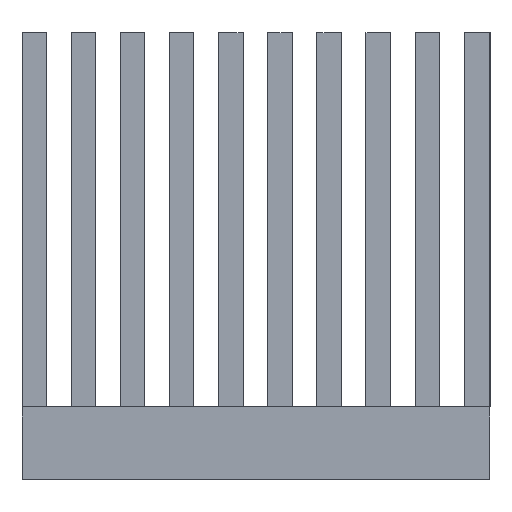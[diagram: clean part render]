
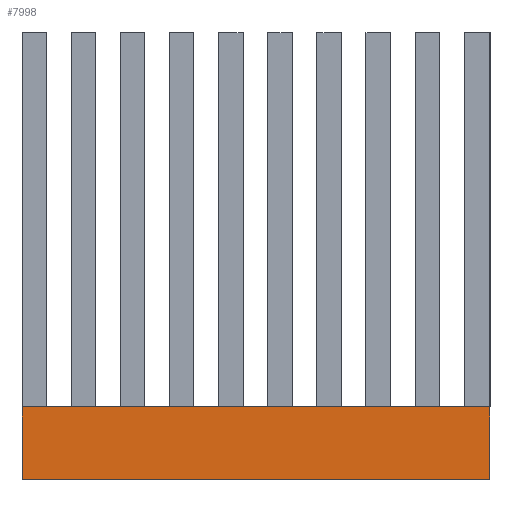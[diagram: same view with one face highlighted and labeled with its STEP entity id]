
A CAD part, front view. The second image highlights one B-rep face of the part: STEP entity #7998.
In plain terms, the highlighted planar face has unit normal (0, -1, 0).
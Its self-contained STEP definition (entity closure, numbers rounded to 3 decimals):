
#306 = EDGE_LOOP ( 'NONE', ( #10945, #10422, #3024, #2760 ) ) ;
#641 = PLANE ( 'NONE',  #3453 ) ;
#1374 = VECTOR ( 'NONE', #9471, 1000. ) ;
#1425 = CARTESIAN_POINT ( 'NONE',  ( 10., -10., 0. ) ) ;
#1505 = FACE_OUTER_BOUND ( 'NONE', #306, .T. ) ;
#2445 = CARTESIAN_POINT ( 'NONE',  ( 10., -10., 19.1 ) ) ;
#2760 = ORIENTED_EDGE ( 'NONE', *, *, #5658, .F. ) ;
#3015 = VERTEX_POINT ( 'NONE', #11421 ) ;
#3024 = ORIENTED_EDGE ( 'NONE', *, *, #11818, .T. ) ;
#3100 = EDGE_CURVE ( 'NONE', #9342, #4734, #4210, .T. ) ;
#3453 = AXIS2_PLACEMENT_3D ( 'NONE', #7475, #7179, #13214 ) ;
#4210 = LINE ( 'NONE', #12290, #1374 ) ;
#4599 = DIRECTION ( 'NONE',  ( 0., 0., -1. ) ) ;
#4734 = VERTEX_POINT ( 'NONE', #9684 ) ;
#4977 = VECTOR ( 'NONE', #4599, 1000. ) ;
#5000 = CARTESIAN_POINT ( 'NONE',  ( -10., -10., 19.1 ) ) ;
#5658 = EDGE_CURVE ( 'NONE', #4734, #7729, #10740, .T. ) ;
#7179 = DIRECTION ( 'NONE',  ( 0., 1., 0. ) ) ;
#7301 = LINE ( 'NONE', #5000, #9836 ) ;
#7475 = CARTESIAN_POINT ( 'NONE',  ( 10., -10., 19.1 ) ) ;
#7729 = VERTEX_POINT ( 'NONE', #10348 ) ;
#7834 = DIRECTION ( 'NONE',  ( 1., 0., 0. ) ) ;
#7998 = ADVANCED_FACE ( 'NONE', ( #1505 ), #641, .F. ) ;
#9342 = VERTEX_POINT ( 'NONE', #13619 ) ;
#9471 = DIRECTION ( 'NONE',  ( 1., 0., 0. ) ) ;
#9684 = CARTESIAN_POINT ( 'NONE',  ( 10., -10., 3.1 ) ) ;
#9836 = VECTOR ( 'NONE', #13681, 1000. ) ;
#10348 = CARTESIAN_POINT ( 'NONE',  ( 10., -10., 0. ) ) ;
#10354 = LINE ( 'NONE', #1425, #13249 ) ;
#10422 = ORIENTED_EDGE ( 'NONE', *, *, #12076, .T. ) ;
#10740 = LINE ( 'NONE', #2445, #4977 ) ;
#10945 = ORIENTED_EDGE ( 'NONE', *, *, #3100, .F. ) ;
#11421 = CARTESIAN_POINT ( 'NONE',  ( -10., -10., 0. ) ) ;
#11818 = EDGE_CURVE ( 'NONE', #3015, #7729, #10354, .T. ) ;
#12076 = EDGE_CURVE ( 'NONE', #9342, #3015, #7301, .T. ) ;
#12290 = CARTESIAN_POINT ( 'NONE',  ( -10., -10., 3.1 ) ) ;
#13214 = DIRECTION ( 'NONE',  ( -1., 0., 0. ) ) ;
#13249 = VECTOR ( 'NONE', #7834, 1000. ) ;
#13619 = CARTESIAN_POINT ( 'NONE',  ( -10., -10., 3.1 ) ) ;
#13681 = DIRECTION ( 'NONE',  ( 0., 0., -1. ) ) ;
